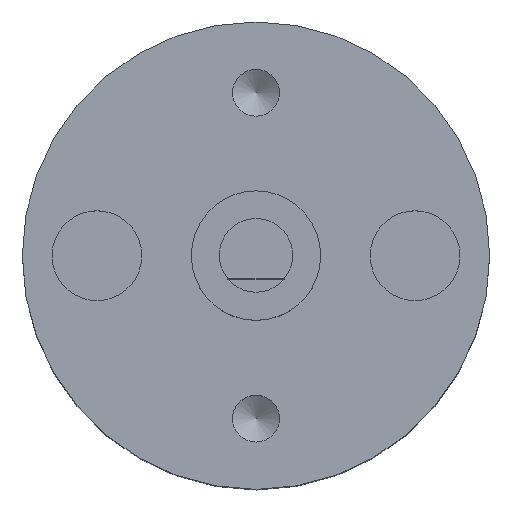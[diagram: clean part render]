
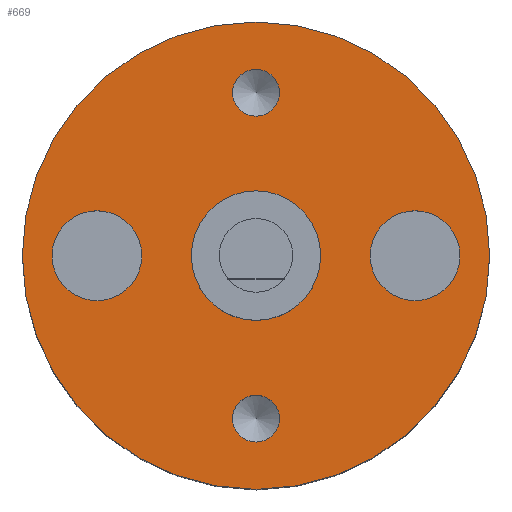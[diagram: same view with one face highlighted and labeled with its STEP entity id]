
A CAD part, top view. The second image highlights one B-rep face of the part: STEP entity #669.
In plain terms, the highlighted planar face has unit normal (0, 0, 1).
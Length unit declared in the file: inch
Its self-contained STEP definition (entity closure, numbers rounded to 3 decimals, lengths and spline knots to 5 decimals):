
#138=PLANE($,#749);
#169=FACE_BOUND($,#268,.T.);
#170=FACE_BOUND($,#269,.T.);
#171=FACE_BOUND($,#270,.T.);
#172=FACE_BOUND($,#271,.T.);
#173=FACE_BOUND($,#272,.T.);
#174=FACE_BOUND($,#273,.T.);
#268=EDGE_LOOP($,(#591));
#269=EDGE_LOOP($,(#592));
#270=EDGE_LOOP($,(#593));
#271=EDGE_LOOP($,(#594));
#272=EDGE_LOOP($,(#595));
#273=EDGE_LOOP($,(#596));
#286=CIRCLE($,#685,0.093);
#288=CIRCLE($,#689,0.093);
#308=CIRCLE($,#737,0.0485);
#310=CIRCLE($,#741,0.0485);
#314=CIRCLE($,#747,0.134);
#315=CIRCLE($,#750,0.484);
#321=VERTEX_POINT($,#985);
#323=VERTEX_POINT($,#991);
#365=VERTEX_POINT($,#1121);
#367=VERTEX_POINT($,#1127);
#371=VERTEX_POINT($,#1137);
#372=VERTEX_POINT($,#1141);
#380=EDGE_CURVE($,#321,#321,#286,.T.);
#382=EDGE_CURVE($,#323,#323,#288,.T.);
#442=EDGE_CURVE($,#365,#365,#308,.T.);
#444=EDGE_CURVE($,#367,#367,#310,.T.);
#448=EDGE_CURVE($,#371,#371,#314,.T.);
#449=EDGE_CURVE($,#372,#372,#315,.T.);
#591=ORIENTED_EDGE($,*,*,#380,.T.);
#592=ORIENTED_EDGE($,*,*,#382,.T.);
#593=ORIENTED_EDGE($,*,*,#442,.T.);
#594=ORIENTED_EDGE($,*,*,#444,.T.);
#595=ORIENTED_EDGE($,*,*,#449,.T.);
#596=ORIENTED_EDGE($,*,*,#448,.T.);
#669=ADVANCED_FACE($,(#169,#170,#171,#172,#173,#174),#138,.T.);
#685=AXIS2_PLACEMENT_3D($,#986,#773,#774);
#689=AXIS2_PLACEMENT_3D($,#992,#781,#782);
#737=AXIS2_PLACEMENT_3D($,#1122,#917,#918);
#741=AXIS2_PLACEMENT_3D($,#1128,#925,#926);
#747=AXIS2_PLACEMENT_3D($,#1138,#937,#938);
#749=AXIS2_PLACEMENT_3D($,#1140,#941,#942);
#750=AXIS2_PLACEMENT_3D($,#1142,#943,#944);
#773=DIRECTION('center_axis',(0.,0.,-1.));
#774=DIRECTION('ref_axis',(-1.,0.,0.));
#781=DIRECTION('center_axis',(0.,0.,-1.));
#782=DIRECTION('ref_axis',(-1.,0.,0.));
#917=DIRECTION('center_axis',(0.,0.,-1.));
#918=DIRECTION('ref_axis',(1.,0.,0.));
#925=DIRECTION('center_axis',(0.,0.,-1.));
#926=DIRECTION('ref_axis',(1.,0.,0.));
#937=DIRECTION('center_axis',(0.,0.,-1.));
#938=DIRECTION('ref_axis',(-1.,0.,0.));
#941=DIRECTION('center_axis',(0.,0.,1.));
#942=DIRECTION('ref_axis',(1.,0.,0.));
#943=DIRECTION('center_axis',(0.,0.,1.));
#944=DIRECTION('ref_axis',(-1.,0.,0.));
#985=CARTESIAN_POINT('',(-0.2365,0.,0.74));
#986=CARTESIAN_POINT('Origin',(-0.3295,0.,0.74));
#991=CARTESIAN_POINT('',(0.4225,0.,0.74));
#992=CARTESIAN_POINT('Origin',(0.3295,0.,0.74));
#1121=CARTESIAN_POINT('',(0.0485,0.3375,0.74));
#1122=CARTESIAN_POINT('Origin',(0.,0.3375,0.74));
#1127=CARTESIAN_POINT('',(0.0485,-0.3375,0.74));
#1128=CARTESIAN_POINT('Origin',(0.,-0.3375,0.74));
#1137=CARTESIAN_POINT('',(0.134,0.,0.74));
#1138=CARTESIAN_POINT('Origin',(0.,0.,0.74));
#1140=CARTESIAN_POINT('Origin',(0.,0.,
0.74));
#1141=CARTESIAN_POINT('',(0.484,0.,0.74));
#1142=CARTESIAN_POINT('Origin',(0.,0.,0.74));
